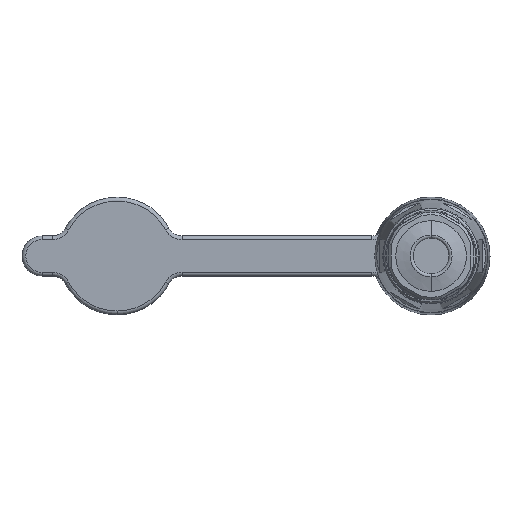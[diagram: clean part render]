
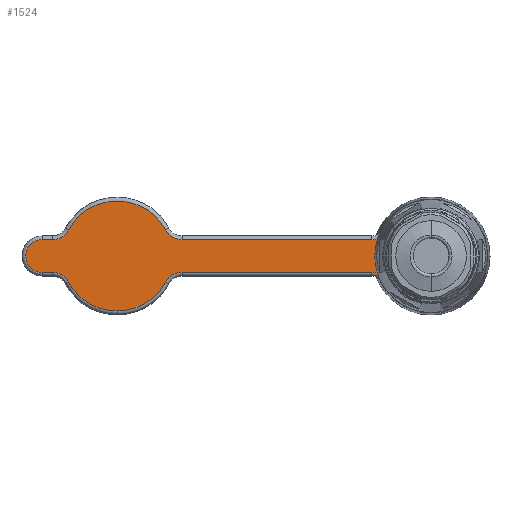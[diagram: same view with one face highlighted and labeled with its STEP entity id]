
A CAD part, left-side view. The second image highlights one B-rep face of the part: STEP entity #1524.
In plain terms, the highlighted face is planar.
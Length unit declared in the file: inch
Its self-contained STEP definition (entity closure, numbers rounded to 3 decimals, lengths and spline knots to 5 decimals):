
#45 = AXIS2_PLACEMENT_3D ( 'NONE', #2525, #5589, #2950 ) ;
#62 = DIRECTION ( 'NONE',  ( 0., -1., 0. ) ) ;
#123 = AXIS2_PLACEMENT_3D ( 'NONE', #1066, #4163, #1519 ) ;
#124 = VERTEX_POINT ( 'NONE', #5453 ) ;
#144 = DIRECTION ( 'NONE',  ( 0., 1., 0. ) ) ;
#158 = EDGE_CURVE ( 'NONE', #4521, #2235, #2135, .T. ) ;
#181 = CARTESIAN_POINT ( 'NONE',  ( 6.12205, -0.06398, -0.25591 ) ) ;
#183 = DIRECTION ( 'NONE',  ( 0., 0., 1. ) ) ;
#185 = EDGE_CURVE ( 'NONE', #3080, #559, #4191, .T. ) ;
#213 = DIRECTION ( 'NONE',  ( 0., 0., 1. ) ) ;
#214 = DIRECTION ( 'NONE',  ( -1., 0., 0. ) ) ;
#264 = LINE ( 'NONE', #1296, #1287 ) ;
#294 = ORIENTED_EDGE ( 'NONE', *, *, #4690, .T. ) ;
#348 = LINE ( 'NONE', #2852, #3583 ) ;
#374 = EDGE_LOOP ( 'NONE', ( #3949, #1423, #3599, #3336, #4200, #1953, #2808, #4885, #1465, #847, #2083, #5399, #3944, #294, #3504 ) ) ;
#407 = AXIS2_PLACEMENT_3D ( 'NONE', #2717, #62, #3151 ) ;
#452 = FACE_OUTER_BOUND ( 'NONE', #374, .T. ) ;
#464 = CARTESIAN_POINT ( 'NONE',  ( 6.12205, -0.06398, -0.25591 ) ) ;
#559 = VERTEX_POINT ( 'NONE', #3643 ) ;
#585 = CIRCLE ( 'NONE', #45, 0.29528 ) ;
#633 = CARTESIAN_POINT ( 'NONE',  ( 5.96324, -0.06398, 0.25591 ) ) ;
#716 = CIRCLE ( 'NONE', #3422, 0.25591 ) ;
#726 = CARTESIAN_POINT ( 'NONE',  ( 4.94094, -0.06398, 0. ) ) ;
#759 = VERTEX_POINT ( 'NONE', #1632 ) ;
#847 = ORIENTED_EDGE ( 'NONE', *, *, #2411, .T. ) ;
#876 = EDGE_CURVE ( 'NONE', #759, #945, #585, .T. ) ;
#945 = VERTEX_POINT ( 'NONE', #4718 ) ;
#949 = CARTESIAN_POINT ( 'NONE',  ( 5.70334, -0.06398, 0.41105 ) ) ;
#1066 = CARTESIAN_POINT ( 'NONE',  ( 4.94094, -0.06398, 0. ) ) ;
#1069 = PLANE ( 'NONE',  #5136 ) ;
#1168 = DIRECTION ( 'NONE',  ( 0., 0., 1. ) ) ;
#1228 = CARTESIAN_POINT ( 'NONE',  ( 5.96324, -0.06398, -0.25591 ) ) ;
#1287 = VECTOR ( 'NONE', #3946, 39.37008 ) ;
#1296 = CARTESIAN_POINT ( 'NONE',  ( 3.91865, -0.06398, -0.25591 ) ) ;
#1365 = VERTEX_POINT ( 'NONE', #4767 ) ;
#1423 = ORIENTED_EDGE ( 'NONE', *, *, #5416, .T. ) ;
#1451 = DIRECTION ( 'NONE',  ( 0., 1., 0. ) ) ;
#1465 = ORIENTED_EDGE ( 'NONE', *, *, #158, .T. ) ;
#1519 = DIRECTION ( 'NONE',  ( 0., 0., 1. ) ) ;
#1524 = ADVANCED_FACE ( 'NONE', ( #452 ), #1069, .F. ) ;
#1527 = DIRECTION ( 'NONE',  ( 0., -1., 0. ) ) ;
#1632 = CARTESIAN_POINT ( 'NONE',  ( 3.91865, -0.06398, -0.25591 ) ) ;
#1796 = CIRCLE ( 'NONE', #3977, 0.29528 ) ;
#1798 = VERTEX_POINT ( 'NONE', #4793 ) ;
#1801 = CIRCLE ( 'NONE', #3720, 0.29528 ) ;
#1805 = CARTESIAN_POINT ( 'NONE',  ( 3.91865, -0.06398, 0.55118 ) ) ;
#1816 = VECTOR ( 'NONE', #214, 39.37008 ) ;
#1876 = CIRCLE ( 'NONE', #123, 0.86614 ) ;
#1884 = CARTESIAN_POINT ( 'NONE',  ( 0.84219, -0.06398, -0.2746 ) ) ;
#1917 = AXIS2_PLACEMENT_3D ( 'NONE', #1805, #4877, #2257 ) ;
#1953 = ORIENTED_EDGE ( 'NONE', *, *, #876, .T. ) ;
#1959 = DIRECTION ( 'NONE',  ( 1., 0., 0. ) ) ;
#1980 = CARTESIAN_POINT ( 'NONE',  ( 0.93021, -0.06398, -0.47244 ) ) ;
#1995 = DIRECTION ( 'NONE',  ( 0., 1., 0. ) ) ;
#2070 = CIRCLE ( 'NONE', #407, 0.86614 ) ;
#2083 = ORIENTED_EDGE ( 'NONE', *, *, #3167, .T. ) ;
#2135 = LINE ( 'NONE', #181, #5349 ) ;
#2235 = VERTEX_POINT ( 'NONE', #464 ) ;
#2257 = DIRECTION ( 'NONE',  ( 0., 0., 1. ) ) ;
#2306 = VERTEX_POINT ( 'NONE', #949 ) ;
#2411 = EDGE_CURVE ( 'NONE', #2235, #2670, #716, .T. ) ;
#2414 = AXIS2_PLACEMENT_3D ( 'NONE', #4625, #1995, #5069 ) ;
#2425 = VERTEX_POINT ( 'NONE', #633 ) ;
#2434 = DIRECTION ( 'NONE',  ( 0., 0., 1. ) ) ;
#2485 = AXIS2_PLACEMENT_3D ( 'NONE', #2790, #144, #3228 ) ;
#2525 = CARTESIAN_POINT ( 'NONE',  ( 3.91865, -0.06398, -0.55118 ) ) ;
#2670 = VERTEX_POINT ( 'NONE', #5212 ) ;
#2717 = CARTESIAN_POINT ( 'NONE',  ( 4.94094, -0.06398, 0. ) ) ;
#2790 = CARTESIAN_POINT ( 'NONE',  ( 0., -0.06398, 0. ) ) ;
#2808 = ORIENTED_EDGE ( 'NONE', *, *, #2853, .T. ) ;
#2831 = DIRECTION ( 'NONE',  ( 0., 1., 0. ) ) ;
#2852 = CARTESIAN_POINT ( 'NONE',  ( 0., -0.06398, 0.25591 ) ) ;
#2853 = EDGE_CURVE ( 'NONE', #945, #1798, #1876, .T. ) ;
#2855 = DIRECTION ( 'NONE',  ( 0., 1., 0. ) ) ;
#2856 = CARTESIAN_POINT ( 'NONE',  ( 0., -0.06398, 0.25591 ) ) ;
#2871 = DIRECTION ( 'NONE',  ( -1., 0., 0. ) ) ;
#2950 = DIRECTION ( 'NONE',  ( 0., 0., 1. ) ) ;
#2968 = CARTESIAN_POINT ( 'NONE',  ( 4.94094, -0.06398, 0.86614 ) ) ;
#3015 = VERTEX_POINT ( 'NONE', #4713 ) ;
#3080 = VERTEX_POINT ( 'NONE', #1884 ) ;
#3151 = DIRECTION ( 'NONE',  ( 0., 0., 1. ) ) ;
#3160 = CIRCLE ( 'NONE', #3883, 0.86614 ) ;
#3167 = EDGE_CURVE ( 'NONE', #2670, #2425, #5179, .T. ) ;
#3228 = DIRECTION ( 'NONE',  ( 0., 0., 1. ) ) ;
#3336 = ORIENTED_EDGE ( 'NONE', *, *, #185, .T. ) ;
#3372 = CIRCLE ( 'NONE', #1917, 0.29528 ) ;
#3422 = AXIS2_PLACEMENT_3D ( 'NONE', #4171, #1527, #4602 ) ;
#3504 = ORIENTED_EDGE ( 'NONE', *, *, #5200, .T. ) ;
#3583 = VECTOR ( 'NONE', #2871, 39.37008 ) ;
#3599 = ORIENTED_EDGE ( 'NONE', *, *, #4803, .T. ) ;
#3643 = CARTESIAN_POINT ( 'NONE',  ( 0.93021, -0.06398, -0.25591 ) ) ;
#3652 = EDGE_CURVE ( 'NONE', #2425, #2306, #1801, .T. ) ;
#3720 = AXIS2_PLACEMENT_3D ( 'NONE', #4101, #1451, #4527 ) ;
#3827 = DIRECTION ( 'NONE',  ( 0., -1., 0. ) ) ;
#3881 = VERTEX_POINT ( 'NONE', #2968 ) ;
#3883 = AXIS2_PLACEMENT_3D ( 'NONE', #726, #3827, #1168 ) ;
#3944 = ORIENTED_EDGE ( 'NONE', *, *, #4420, .T. ) ;
#3946 = DIRECTION ( 'NONE',  ( 1., 0., 0. ) ) ;
#3949 = ORIENTED_EDGE ( 'NONE', *, *, #4355, .T. ) ;
#3977 = AXIS2_PLACEMENT_3D ( 'NONE', #5455, #2831, #183 ) ;
#4101 = CARTESIAN_POINT ( 'NONE',  ( 5.96324, -0.06398, 0.55118 ) ) ;
#4163 = DIRECTION ( 'NONE',  ( 0., -1., 0. ) ) ;
#4171 = CARTESIAN_POINT ( 'NONE',  ( 6.12205, -0.06398, 0. ) ) ;
#4191 = CIRCLE ( 'NONE', #4615, 0.21654 ) ;
#4200 = ORIENTED_EDGE ( 'NONE', *, *, #5545, .T. ) ;
#4222 = EDGE_CURVE ( 'NONE', #1798, #4521, #1796, .T. ) ;
#4355 = EDGE_CURVE ( 'NONE', #1365, #5128, #348, .T. ) ;
#4420 = EDGE_CURVE ( 'NONE', #2306, #3881, #3160, .T. ) ;
#4521 = VERTEX_POINT ( 'NONE', #1228 ) ;
#4527 = DIRECTION ( 'NONE',  ( 0., 0., 1. ) ) ;
#4602 = DIRECTION ( 'NONE',  ( 0., 0., 1. ) ) ;
#4615 = AXIS2_PLACEMENT_3D ( 'NONE', #1980, #5055, #2434 ) ;
#4625 = CARTESIAN_POINT ( 'NONE',  ( 0.93021, -0.06398, 0.47244 ) ) ;
#4690 = EDGE_CURVE ( 'NONE', #3881, #124, #2070, .T. ) ;
#4713 = CARTESIAN_POINT ( 'NONE',  ( 0.84219, -0.06398, 0.2746 ) ) ;
#4718 = CARTESIAN_POINT ( 'NONE',  ( 4.17855, -0.06398, -0.41105 ) ) ;
#4767 = CARTESIAN_POINT ( 'NONE',  ( 3.91865, -0.06398, 0.25591 ) ) ;
#4793 = CARTESIAN_POINT ( 'NONE',  ( 5.70334, -0.06398, -0.41105 ) ) ;
#4803 = EDGE_CURVE ( 'NONE', #3015, #3080, #5018, .T. ) ;
#4877 = DIRECTION ( 'NONE',  ( 0., 1., 0. ) ) ;
#4885 = ORIENTED_EDGE ( 'NONE', *, *, #4222, .T. ) ;
#5018 = CIRCLE ( 'NONE', #2485, 0.88583 ) ;
#5041 = CARTESIAN_POINT ( 'NONE',  ( 0., -0.06398, 0. ) ) ;
#5055 = DIRECTION ( 'NONE',  ( 0., 1., 0. ) ) ;
#5069 = DIRECTION ( 'NONE',  ( 0., 0., 1. ) ) ;
#5128 = VERTEX_POINT ( 'NONE', #5265 ) ;
#5136 = AXIS2_PLACEMENT_3D ( 'NONE', #5041, #2855, #213 ) ;
#5179 = LINE ( 'NONE', #2856, #1816 ) ;
#5200 = EDGE_CURVE ( 'NONE', #124, #1365, #3372, .T. ) ;
#5212 = CARTESIAN_POINT ( 'NONE',  ( 6.12205, -0.06398, 0.25591 ) ) ;
#5265 = CARTESIAN_POINT ( 'NONE',  ( 0.93021, -0.06398, 0.25591 ) ) ;
#5349 = VECTOR ( 'NONE', #1959, 39.37008 ) ;
#5351 = CIRCLE ( 'NONE', #2414, 0.21654 ) ;
#5399 = ORIENTED_EDGE ( 'NONE', *, *, #3652, .T. ) ;
#5416 = EDGE_CURVE ( 'NONE', #5128, #3015, #5351, .T. ) ;
#5453 = CARTESIAN_POINT ( 'NONE',  ( 4.17855, -0.06398, 0.41105 ) ) ;
#5455 = CARTESIAN_POINT ( 'NONE',  ( 5.96324, -0.06398, -0.55118 ) ) ;
#5545 = EDGE_CURVE ( 'NONE', #559, #759, #264, .T. ) ;
#5589 = DIRECTION ( 'NONE',  ( 0., 1., 0. ) ) ;
